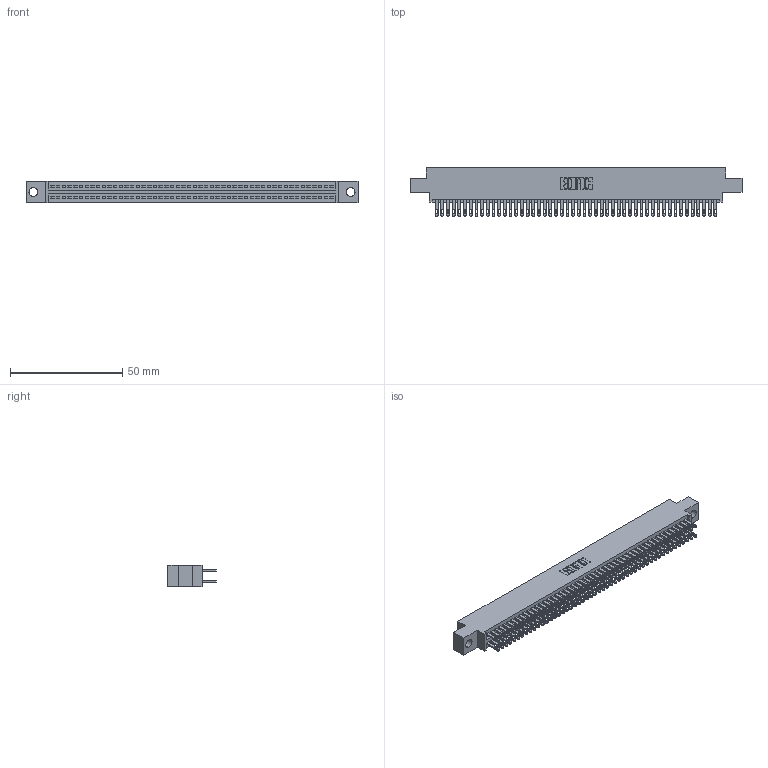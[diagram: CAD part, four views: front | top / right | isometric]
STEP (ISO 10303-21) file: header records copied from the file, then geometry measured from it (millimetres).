
FILE_DESCRIPTION (( 'STEP AP203' ), '1' );
FILE_NAME ('345-100-500-804.STEP', '2021-05-20T18:29:57', ( '' ), ( '' ), 'SwSTEP 2.0', 'SolidWorks 2020', '' );
FILE_SCHEMA (( 'CONFIG_CONTROL_DESIGN' ));
Length unit declared in the file: inch
Products named in the file (3): 345 Part_0.170 Offset - 0.156 Dia-TI; 345-292-001_345-293-100; 345-100-500-804
Assembly tree (101 placements, depth 2):
  345-100-500-804
    345 Part_0.170 Offset - 0.156 Dia-TI
    345-292-001_345-293-100  x100
Bounding box: 148.21 x 21.51 x 9.4 mm (x, y, z)
Volume: 14557.7 mm3; surface area: 22688.6 mm2
Topology: 101 solids, 101 shells, 4744 faces, 14489 edges, 9658 vertices
Faces by surface type: plane 2798, cylinder 1946
Entity records: 38635 total; most frequent: CARTESIAN_POINT 6474, ORIENTED_EDGE 6406, DIRECTION 5699, EDGE_CURVE 3203, VECTOR 2867, LINE 2867, VERTEX_POINT 2134, AXIS2_PLACEMENT_3D 1416
